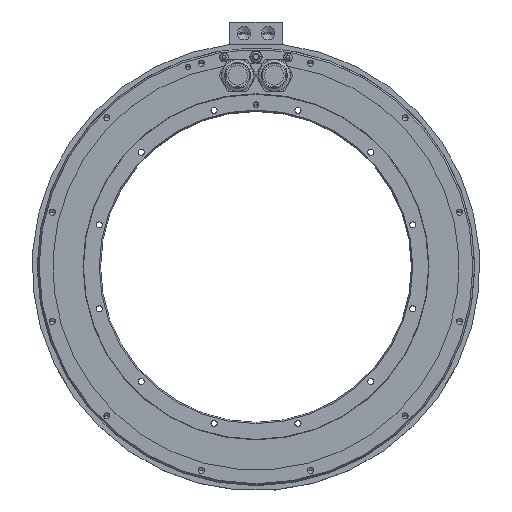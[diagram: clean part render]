
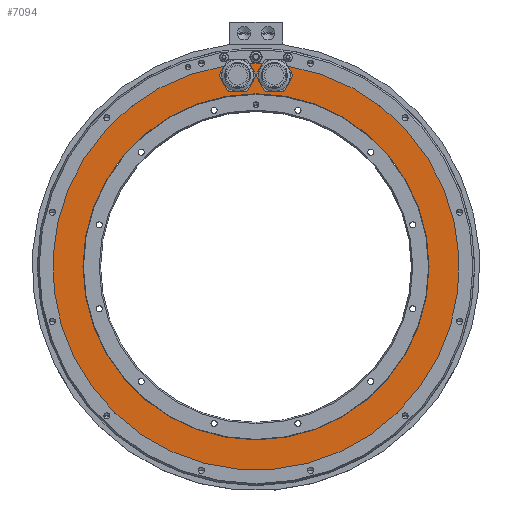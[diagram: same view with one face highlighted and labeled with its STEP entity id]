
A CAD part, top view. The second image highlights one B-rep face of the part: STEP entity #7094.
In plain terms, the highlighted planar face has unit normal (0, 0, 1).
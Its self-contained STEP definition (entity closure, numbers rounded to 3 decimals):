
#426=DIRECTION('',(0.5,-0.866,0.));
#427=VECTOR('',#426,9.048);
#428=CARTESIAN_POINT('',(-38.25,207.318,
-0.15));
#429=LINE('',#428,#427);
#430=CARTESIAN_POINT('',(-20.4,212.4,-0.15));
#431=DIRECTION('',(0.,0.,1.));
#432=DIRECTION('',(-0.718,-0.696,0.));
#433=AXIS2_PLACEMENT_3D('',#430,#431,#432);
#435=DIRECTION('',(-1.,0.,0.));
#436=VECTOR('',#435,9.048);
#437=CARTESIAN_POINT('',(-15.876,194.4,-0.15));
#438=LINE('',#437,#436);
#439=CARTESIAN_POINT('',(-20.4,212.4,-0.15));
#440=DIRECTION('',(0.,0.,1.));
#441=DIRECTION('',(0.244,-0.97,0.));
#442=AXIS2_PLACEMENT_3D('',#439,#440,#441);
#444=DIRECTION('',(-0.5,-0.866,0.));
#445=VECTOR('',#444,9.048);
#446=CARTESIAN_POINT('',(-2.55,207.318,
-0.15));
#447=LINE('',#446,#445);
#448=CARTESIAN_POINT('',(-20.4,212.4,-0.15));
#449=DIRECTION('',(0.,0.,1.));
#450=DIRECTION('',(0.962,-0.274,0.));
#451=AXIS2_PLACEMENT_3D('',#448,#449,#450);
#453=DIRECTION('',(0.5,-0.866,0.));
#454=VECTOR('',#453,9.102);
#455=CARTESIAN_POINT('',(-7.1,225.364,
-0.15));
#456=LINE('',#455,#454);
#457=DIRECTION('',(-0.5,-0.866,0.));
#458=VECTOR('',#457,9.102);
#459=CARTESIAN_POINT('',(7.1,225.364,-0.15));
#460=LINE('',#459,#458);
#461=CARTESIAN_POINT('',(20.4,212.4,-0.15));
#462=DIRECTION('',(0.,0.,1.));
#463=DIRECTION('',(-0.962,0.274,0.));
#464=AXIS2_PLACEMENT_3D('',#461,#462,#463);
#466=DIRECTION('',(0.5,-0.866,0.));
#467=VECTOR('',#466,9.048);
#468=CARTESIAN_POINT('',(2.55,207.318,-0.15));
#469=LINE('',#468,#467);
#470=CARTESIAN_POINT('',(20.4,212.4,-0.15));
#471=DIRECTION('',(0.,0.,1.));
#472=DIRECTION('',(-0.718,-0.696,0.));
#473=AXIS2_PLACEMENT_3D('',#470,#471,#472);
#475=DIRECTION('',(-1.,0.,0.));
#476=VECTOR('',#475,9.048);
#477=CARTESIAN_POINT('',(24.924,194.4,-0.15));
#478=LINE('',#477,#476);
#479=CARTESIAN_POINT('',(20.4,212.4,-0.15));
#480=DIRECTION('',(0.,0.,1.));
#481=DIRECTION('',(0.244,-0.97,0.));
#482=AXIS2_PLACEMENT_3D('',#479,#480,#481);
#484=DIRECTION('',(-0.5,-0.866,0.));
#485=VECTOR('',#484,9.048);
#486=CARTESIAN_POINT('',(38.25,207.318,-0.15));
#487=LINE('',#486,#485);
#488=CARTESIAN_POINT('',(20.4,212.4,-0.15));
#489=DIRECTION('',(0.,0.,1.));
#490=DIRECTION('',(0.962,-0.274,0.));
#491=AXIS2_PLACEMENT_3D('',#488,#489,#490);
#493=DIRECTION('',(0.5,-0.866,0.));
#494=VECTOR('',#493,6.063);
#495=CARTESIAN_POINT('',(35.219,222.733,-0.15));
#496=LINE('',#495,#494);
#497=DIRECTION('',(-0.5,-0.866,0.));
#498=VECTOR('',#497,6.063);
#499=CARTESIAN_POINT('',(-35.219,222.733,
-0.15));
#500=LINE('',#499,#498);
#501=CARTESIAN_POINT('',(-20.4,212.4,-0.15));
#502=DIRECTION('',(0.,0.,1.));
#503=DIRECTION('',(-0.962,0.274,0.));
#504=AXIS2_PLACEMENT_3D('',#501,#502,#503);
#515=CARTESIAN_POINT('',(0.,0.,-0.15));
#516=DIRECTION('',(0.,0.,1.));
#517=DIRECTION('',(-1.,0.,0.));
#518=AXIS2_PLACEMENT_3D('',#515,#516,#517);
#1442=CARTESIAN_POINT('',(0.,0.,-0.15));
#1443=DIRECTION('',(0.,0.,1.));
#1444=DIRECTION('',(0.031,1.,0.));
#1445=AXIS2_PLACEMENT_3D('',#1442,#1443,#1444);
#1451=CARTESIAN_POINT('',(0.,0.,-0.15));
#1452=DIRECTION('',(0.,0.,1.));
#1453=DIRECTION('',(-0.156,0.988,0.));
#1454=AXIS2_PLACEMENT_3D('',#1451,#1452,#1453);
#4854=CARTESIAN_POINT('',(0.,0.,-0.15));
#4855=DIRECTION('',(0.,0.,1.));
#4856=DIRECTION('',(1.,0.,0.));
#4857=AXIS2_PLACEMENT_3D('',#4854,#4855,#4856);
#5207=CARTESIAN_POINT('',(-192.045,0.,-0.15));
#5208=CARTESIAN_POINT('',(192.045,0.,-0.15));
#5209=VERTEX_POINT('',#5207);
#5210=VERTEX_POINT('',#5208);
#5780=CARTESIAN_POINT('',(35.219,222.733,
-0.15));
#5781=VERTEX_POINT('',#5780);
#5782=CARTESIAN_POINT('',(7.1,225.364,
-0.15));
#5783=VERTEX_POINT('',#5782);
#5784=CARTESIAN_POINT('',(2.55,207.318,
-0.15));
#5785=CARTESIAN_POINT('',(7.073,199.482,
-0.15));
#5786=VERTEX_POINT('',#5784);
#5787=VERTEX_POINT('',#5785);
#5788=CARTESIAN_POINT('',(15.876,194.4,-0.15));
#5789=VERTEX_POINT('',#5788);
#5790=CARTESIAN_POINT('',(2.55,217.482,
-0.15));
#5791=VERTEX_POINT('',#5790);
#5792=CARTESIAN_POINT('',(38.25,207.318,
-0.15));
#5793=CARTESIAN_POINT('',(33.727,199.482,
-0.15));
#5794=VERTEX_POINT('',#5792);
#5795=VERTEX_POINT('',#5793);
#5796=CARTESIAN_POINT('',(38.25,217.482,
-0.15));
#5797=VERTEX_POINT('',#5796);
#5798=CARTESIAN_POINT('',(24.924,194.4,-0.15));
#5799=VERTEX_POINT('',#5798);
#5966=CARTESIAN_POINT('',(-7.1,225.364,
-0.15));
#5967=VERTEX_POINT('',#5966);
#5968=CARTESIAN_POINT('',(-35.219,222.733,
-0.15));
#5969=VERTEX_POINT('',#5968);
#5970=CARTESIAN_POINT('',(-38.25,207.318,
-0.15));
#5971=CARTESIAN_POINT('',(-33.727,199.482,
-0.15));
#5972=VERTEX_POINT('',#5970);
#5973=VERTEX_POINT('',#5971);
#5974=CARTESIAN_POINT('',(-24.924,194.4,-0.15));
#5975=VERTEX_POINT('',#5974);
#5976=CARTESIAN_POINT('',(-38.25,217.482,
-0.15));
#5977=VERTEX_POINT('',#5976);
#5978=CARTESIAN_POINT('',(-2.55,207.318,
-0.15));
#5979=CARTESIAN_POINT('',(-7.073,199.482,
-0.15));
#5980=VERTEX_POINT('',#5978);
#5981=VERTEX_POINT('',#5979);
#5982=CARTESIAN_POINT('',(-2.55,217.482,
-0.15));
#5983=VERTEX_POINT('',#5982);
#5984=CARTESIAN_POINT('',(-15.876,194.4,-0.15));
#5985=VERTEX_POINT('',#5984);
#7042=CARTESIAN_POINT('',(0.,0.,-0.15));
#7043=DIRECTION('',(0.,0.,1.));
#7044=DIRECTION('',(1.,0.,0.));
#7045=AXIS2_PLACEMENT_3D('',#7042,#7043,#7044);
#7046=PLANE('',#7045);
#7048=ORIENTED_EDGE('',*,*,#7047,.T.);
#7050=ORIENTED_EDGE('',*,*,#7049,.T.);
#7052=ORIENTED_EDGE('',*,*,#7051,.F.);
#7054=ORIENTED_EDGE('',*,*,#7053,.T.);
#7056=ORIENTED_EDGE('',*,*,#7055,.F.);
#7058=ORIENTED_EDGE('',*,*,#7057,.T.);
#7060=ORIENTED_EDGE('',*,*,#7059,.F.);
#7062=ORIENTED_EDGE('',*,*,#7061,.F.);
#7064=ORIENTED_EDGE('',*,*,#7063,.T.);
#7066=ORIENTED_EDGE('',*,*,#7065,.T.);
#7068=ORIENTED_EDGE('',*,*,#7067,.T.);
#7070=ORIENTED_EDGE('',*,*,#7069,.T.);
#7072=ORIENTED_EDGE('',*,*,#7071,.F.);
#7074=ORIENTED_EDGE('',*,*,#7073,.T.);
#7075=ORIENTED_EDGE('',*,*,#7022,.F.);
#7077=ORIENTED_EDGE('',*,*,#7076,.T.);
#7079=ORIENTED_EDGE('',*,*,#7078,.F.);
#7081=ORIENTED_EDGE('',*,*,#7080,.F.);
#7083=ORIENTED_EDGE('',*,*,#7082,.T.);
#7085=ORIENTED_EDGE('',*,*,#7084,.T.);
#7086=EDGE_LOOP('',(#7048,#7050,#7052,#7054,#7056,#7058,#7060,#7062,#7064,#7066,
#7068,#7070,#7072,#7074,#7075,#7077,#7079,#7081,#7083,#7085));
#7087=FACE_OUTER_BOUND('',#7086,.F.);
#7089=ORIENTED_EDGE('',*,*,#7088,.T.);
#7091=ORIENTED_EDGE('',*,*,#7090,.T.);
#7092=EDGE_LOOP('',(#7089,#7091));
#7093=FACE_BOUND('',#7092,.F.);
#7094=ADVANCED_FACE('',(#7087,#7093),#7046,.T.);
#434=CIRCLE('',#433,18.56);
#443=CIRCLE('',#442,18.56);
#452=CIRCLE('',#451,18.56);
#465=CIRCLE('',#464,18.56);
#474=CIRCLE('',#473,18.56);
#483=CIRCLE('',#482,18.56);
#492=CIRCLE('',#491,18.56);
#505=CIRCLE('',#504,18.56);
#519=CIRCLE('',#518,192.045);
#1446=CIRCLE('',#1445,225.5);
#1455=CIRCLE('',#1454,225.5);
#4858=CIRCLE('',#4857,192.045);
#7022=EDGE_CURVE('',#5794,#5795,#487,.T.);
#7047=EDGE_CURVE('',#5972,#5973,#429,.T.);
#7049=EDGE_CURVE('',#5973,#5975,#434,.T.);
#7051=EDGE_CURVE('',#5985,#5975,#438,.T.);
#7053=EDGE_CURVE('',#5985,#5981,#443,.T.);
#7055=EDGE_CURVE('',#5980,#5981,#447,.T.);
#7057=EDGE_CURVE('',#5980,#5983,#452,.T.);
#7059=EDGE_CURVE('',#5967,#5983,#456,.T.);
#7061=EDGE_CURVE('',#5783,#5967,#1446,.T.);
#7063=EDGE_CURVE('',#5783,#5791,#460,.T.);
#7065=EDGE_CURVE('',#5791,#5786,#465,.T.);
#7067=EDGE_CURVE('',#5786,#5787,#469,.T.);
#7069=EDGE_CURVE('',#5787,#5789,#474,.T.);
#7071=EDGE_CURVE('',#5799,#5789,#478,.T.);
#7073=EDGE_CURVE('',#5799,#5795,#483,.T.);
#7076=EDGE_CURVE('',#5794,#5797,#492,.T.);
#7078=EDGE_CURVE('',#5781,#5797,#496,.T.);
#7080=EDGE_CURVE('',#5969,#5781,#1455,.T.);
#7082=EDGE_CURVE('',#5969,#5977,#500,.T.);
#7084=EDGE_CURVE('',#5977,#5972,#505,.T.);
#7088=EDGE_CURVE('',#5209,#5210,#519,.T.);
#7090=EDGE_CURVE('',#5210,#5209,#4858,.T.);
